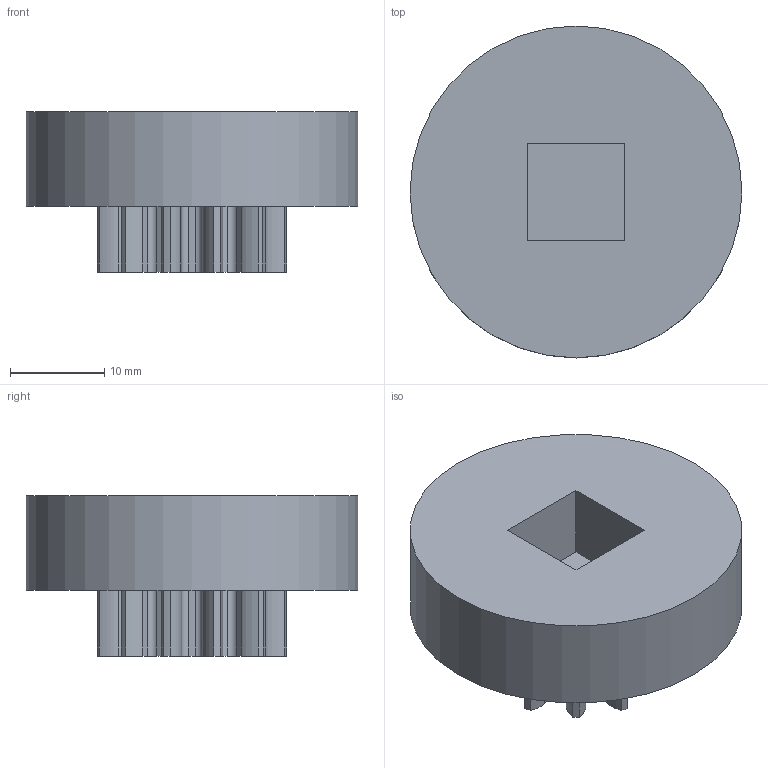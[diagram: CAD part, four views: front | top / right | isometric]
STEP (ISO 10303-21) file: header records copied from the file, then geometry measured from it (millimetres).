
FILE_DESCRIPTION(/* description */ (''),/* implementation_level */ '2;1');
FILE_NAME(/* name */ 'PLANITARY GEAR SUN JOINER.step',/* time_stamp */ '2024-08-08T22:45:11-04:00',/* author */ (''),/* organization */ (''),/* preprocessor_version */ 'ST-DEVELOPER v20',/* originating_system */ 'Autodesk Translation Framework v13.14.0.145',/* authorisation */ '');
FILE_SCHEMA (('AUTOMOTIVE_DESIGN { 1 0 10303 214 3 1 1 }'));
Length unit declared in the file: millimetre
Products named in the file (1): PLANITARY GEAR BOX
Bounding box: 35.2 x 35.2 x 17 mm (x, y, z)
Volume: 10441.1 mm3; surface area: 4158.8 mm2
Topology: 1 solids, 1 shells, 105 faces, 303 edges, 202 vertices
Faces by surface type: cylinder 49, plane 32, bspline 24
Full cylindrical faces by diameter (mm): 35.2 x1
Entity records: 4092 total; most frequent: CARTESIAN_POINT 1353, ORIENTED_EDGE 606, DIRECTION 517, EDGE_CURVE 303, VERTEX_POINT 202, AXIS2_PLACEMENT_3D 180, LINE 157, VECTOR 157
